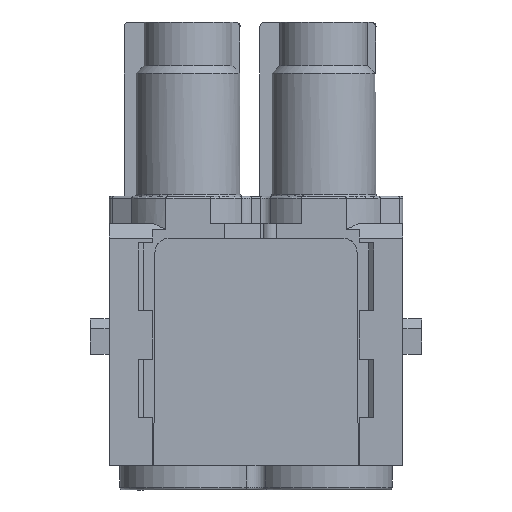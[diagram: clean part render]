
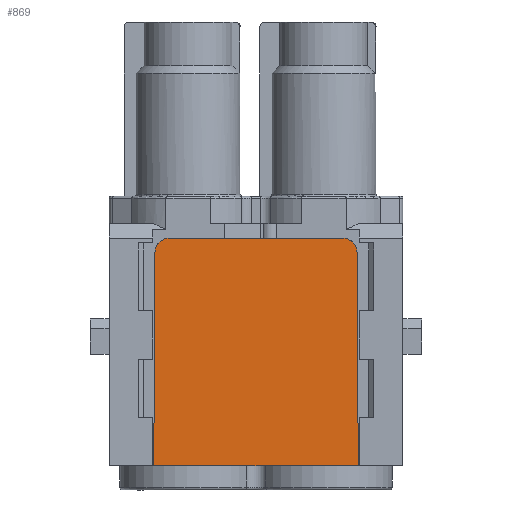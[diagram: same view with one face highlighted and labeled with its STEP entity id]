
A CAD part, front view. The second image highlights one B-rep face of the part: STEP entity #869.
In plain terms, the highlighted planar face has unit normal (0, -1, 0).
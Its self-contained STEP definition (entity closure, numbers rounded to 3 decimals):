
#869=ADVANCED_FACE('',(#1652),#1266,.T.);
#1266=PLANE('',#10353);
#1652=FACE_OUTER_BOUND('',#2186,.T.);
#2186=EDGE_LOOP('',(#4574,#4575,#4576,#4577,#4578,#4579));
#2641=CIRCLE('',#10351,1.5);
#2642=CIRCLE('',#10352,1.5);
#4574=ORIENTED_EDGE('',*,*,#7535,.T.);
#4575=ORIENTED_EDGE('',*,*,#7536,.T.);
#4576=ORIENTED_EDGE('',*,*,#7537,.T.);
#4577=ORIENTED_EDGE('',*,*,#7538,.F.);
#4578=ORIENTED_EDGE('',*,*,#7539,.T.);
#4579=ORIENTED_EDGE('',*,*,#7385,.F.);
#6167=VERTEX_POINT('',#15729);
#6168=VERTEX_POINT('',#15730);
#6304=VERTEX_POINT('',#16145);
#6305=VERTEX_POINT('',#16147);
#6306=VERTEX_POINT('',#16149);
#6307=VERTEX_POINT('',#16151);
#7385=EDGE_CURVE('',#6167,#6168,#8546,.T.);
#7535=EDGE_CURVE('',#6167,#6304,#8639,.T.);
#7536=EDGE_CURVE('',#6304,#6305,#2641,.T.);
#7537=EDGE_CURVE('',#6305,#6306,#8640,.T.);
#7538=EDGE_CURVE('',#6307,#6306,#2642,.T.);
#7539=EDGE_CURVE('',#6307,#6168,#8641,.T.);
#8546=LINE('',#15728,#9469);
#8639=LINE('',#16144,#9562);
#8640=LINE('',#16148,#9563);
#8641=LINE('',#16152,#9564);
#9469=VECTOR('',#12268,1.);
#9562=VECTOR('',#12477,1.);
#9563=VECTOR('',#12480,1.);
#9564=VECTOR('',#12483,1.);
#10351=AXIS2_PLACEMENT_3D('',#16146,#12478,#12479);
#10352=AXIS2_PLACEMENT_3D('',#16150,#12481,#12482);
#10353=AXIS2_PLACEMENT_3D('',#16153,#12484,#12485);
#12268=DIRECTION('',(-1.,0.,0.));
#12477=DIRECTION('',(-0.005,0.,1.));
#12478=DIRECTION('',(0.,-1.,0.));
#12479=DIRECTION('',(1.,0.,0.));
#12480=DIRECTION('',(-1.,0.,0.));
#12481=DIRECTION('',(0.,1.,0.));
#12482=DIRECTION('',(1.,0.,0.));
#12483=DIRECTION('',(-0.005,0.,-1.));
#12484=DIRECTION('',(0.,-1.,0.));
#12485=DIRECTION('',(0.,0.,1.));
#15728=CARTESIAN_POINT('',(-17.55,-7.3,2.3));
#15729=CARTESIAN_POINT('',(3.55,-7.3,2.3));
#15730=CARTESIAN_POINT('',(-17.55,-7.3,2.3));
#16144=CARTESIAN_POINT('',(3.549,-7.3,2.41));
#16145=CARTESIAN_POINT('',(3.435,-7.3,24.308));
#16146=CARTESIAN_POINT('',(1.935,-7.3,24.3));
#16147=CARTESIAN_POINT('',(1.935,-7.3,25.8));
#16148=CARTESIAN_POINT('',(-17.55,-7.3,25.8));
#16149=CARTESIAN_POINT('',(-15.935,-7.3,25.8));
#16150=CARTESIAN_POINT('',(-15.935,-7.3,24.3));
#16151=CARTESIAN_POINT('',(-17.435,-7.3,24.308));
#16152=CARTESIAN_POINT('',(-17.55,-7.3,2.3));
#16153=CARTESIAN_POINT('',(-17.55,-7.3,2.3));
